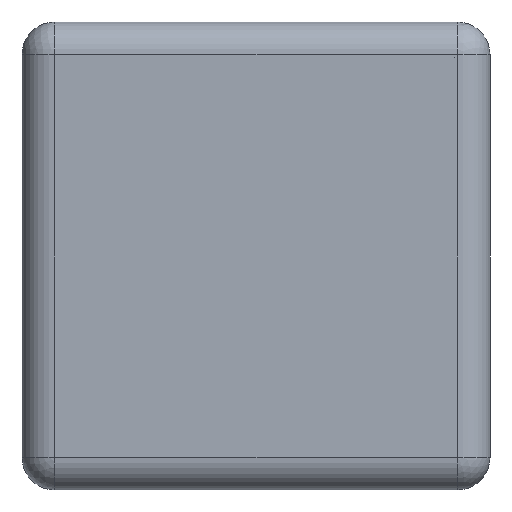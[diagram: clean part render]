
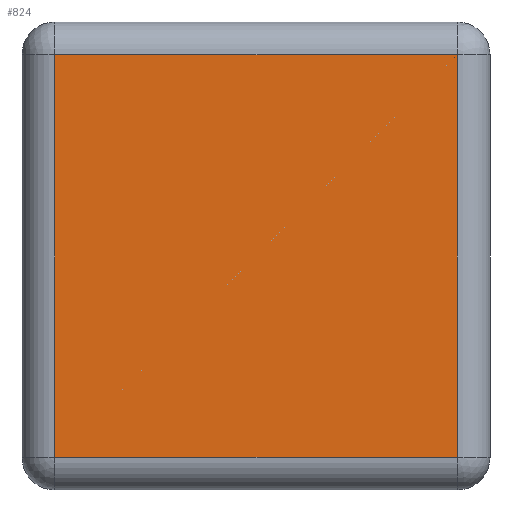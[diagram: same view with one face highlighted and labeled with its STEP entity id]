
A CAD part, left-side view. The second image highlights one B-rep face of the part: STEP entity #824.
In plain terms, the highlighted planar face has unit normal (-1, 0, 0).
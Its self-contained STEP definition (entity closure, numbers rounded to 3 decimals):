
#22=PLANE('',#924);
#38=LINE('',#1298,#102);
#40=LINE('',#1315,#104);
#47=LINE('',#1345,#111);
#62=LINE('',#1386,#126);
#102=VECTOR('',#1008,10.);
#104=VECTOR('',#1028,10.);
#111=VECTOR('',#1061,10.);
#126=VECTOR('',#1108,10.);
#212=FACE_OUTER_BOUND('',#270,.T.);
#270=EDGE_LOOP('',(#637,#638,#639,#640));
#362=VERTEX_POINT('',#1284);
#364=VERTEX_POINT('',#1290);
#372=VERTEX_POINT('',#1310);
#380=VERTEX_POINT('',#1338);
#432=EDGE_CURVE('',#364,#362,#38,.T.);
#440=EDGE_CURVE('',#362,#372,#40,.T.);
#455=EDGE_CURVE('',#380,#364,#47,.T.);
#478=EDGE_CURVE('',#372,#380,#62,.T.);
#637=ORIENTED_EDGE('',*,*,#432,.F.);
#638=ORIENTED_EDGE('',*,*,#455,.F.);
#639=ORIENTED_EDGE('',*,*,#478,.F.);
#640=ORIENTED_EDGE('',*,*,#440,.F.);
#824=ADVANCED_FACE('',(#212),#22,.T.);
#924=AXIS2_PLACEMENT_3D('',#1395,#1121,#1122);
#1008=DIRECTION('',(0.,1.,0.));
#1028=DIRECTION('',(0.,0.,1.));
#1061=DIRECTION('',(0.,0.,-1.));
#1108=DIRECTION('',(0.,-1.,0.));
#1121=DIRECTION('center_axis',(-1.,0.,0.));
#1122=DIRECTION('ref_axis',(0.,-1.,0.));
#1284=CARTESIAN_POINT('',(-0.9,0.43,0.07));
#1290=CARTESIAN_POINT('',(-0.9,-0.43,0.07));
#1298=CARTESIAN_POINT('',(-0.9,0.25,0.07));
#1310=CARTESIAN_POINT('',(-0.9,0.43,0.93));
#1315=CARTESIAN_POINT('',(-0.9,0.43,0.));
#1338=CARTESIAN_POINT('',(-0.9,-0.43,0.93));
#1345=CARTESIAN_POINT('',(-0.9,-0.43,0.));
#1386=CARTESIAN_POINT('',(-0.9,0.25,0.93));
#1395=CARTESIAN_POINT('Origin',(-0.9,0.5,0.));
